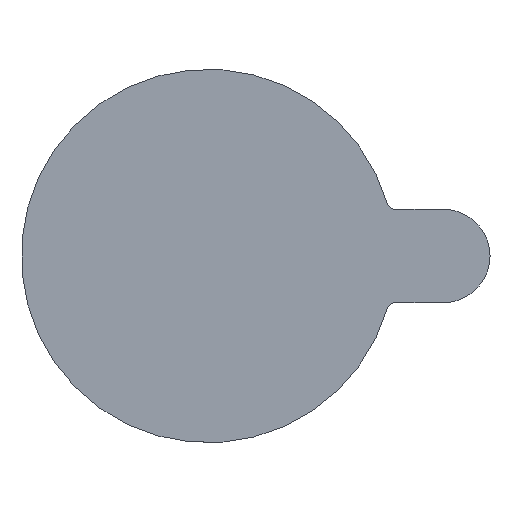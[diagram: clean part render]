
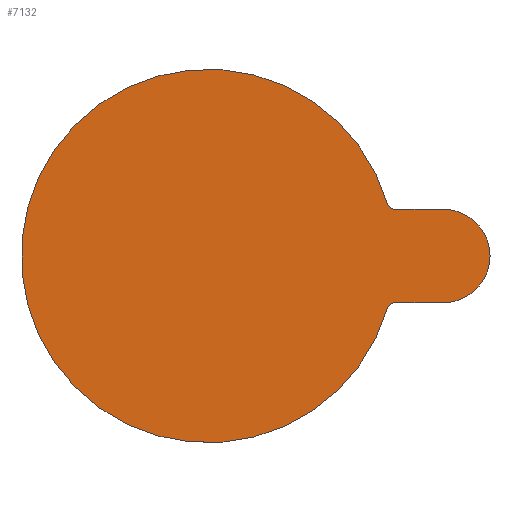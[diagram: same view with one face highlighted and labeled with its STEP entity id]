
A CAD part, top view. The second image highlights one B-rep face of the part: STEP entity #7132.
In plain terms, the highlighted planar face has unit normal (0, 0, 1).
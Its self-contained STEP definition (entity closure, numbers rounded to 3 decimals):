
#18 = EDGE_CURVE ( 'NONE', #558, #535, #15741, .T. ) ;
#136 = AXIS2_PLACEMENT_3D ( 'NONE', #15799, #10858, #5756 ) ;
#163 = VERTEX_POINT ( 'NONE', #11524 ) ;
#211 = CIRCLE ( 'NONE', #6665, 3. ) ;
#535 = VERTEX_POINT ( 'NONE', #14509 ) ;
#558 = VERTEX_POINT ( 'NONE', #10618 ) ;
#837 = CARTESIAN_POINT ( 'NONE',  ( 62.024, 56.036, 0.15 ) ) ;
#849 = CARTESIAN_POINT ( 'NONE',  ( 65.143, 53.036, 0.15 ) ) ;
#1759 = ORIENTED_EDGE ( 'NONE', *, *, #7837, .T. ) ;
#2040 = DIRECTION ( 'NONE',  ( 0., 0., 1. ) ) ;
#2051 = VERTEX_POINT ( 'NONE', #11856 ) ;
#2159 = CIRCLE ( 'NONE', #6984, 3. ) ;
#2296 = ORIENTED_EDGE ( 'NONE', *, *, #18, .F. ) ;
#2715 = CARTESIAN_POINT ( 'NONE',  ( 62.024, 56.036, 0.15 ) ) ;
#2873 = DIRECTION ( 'NONE',  ( -1., 0., 0. ) ) ;
#3059 = CIRCLE ( 'NONE', #14019, 0.5 ) ;
#3198 = DIRECTION ( 'NONE',  ( -1., 0., 0. ) ) ;
#3384 = CARTESIAN_POINT ( 'NONE',  ( 62.024, 49.536, 0.15 ) ) ;
#3860 = CARTESIAN_POINT ( 'NONE',  ( 61.544, 56.396, 0.15 ) ) ;
#3982 = EDGE_LOOP ( 'NONE', ( #8217, #2296, #4279, #1759, #11652, #13569, #7715 ) ) ;
#4082 = DIRECTION ( 'NONE',  ( -1., 0., 0. ) ) ;
#4279 = ORIENTED_EDGE ( 'NONE', *, *, #6518, .T. ) ;
#5523 = CIRCLE ( 'NONE', #136, 0.5 ) ;
#5756 = DIRECTION ( 'NONE',  ( -1., 0., 0. ) ) ;
#5798 = DIRECTION ( 'NONE',  ( 0., 0., -1. ) ) ;
#5920 = DIRECTION ( 'NONE',  ( 0., 0., 1. ) ) ;
#6518 = EDGE_CURVE ( 'NONE', #558, #163, #2159, .T. ) ;
#6665 = AXIS2_PLACEMENT_3D ( 'NONE', #11101, #2040, #7164 ) ;
#6807 = VECTOR ( 'NONE', #6991, 1000. ) ;
#6843 = VECTOR ( 'NONE', #4082, 1000. ) ;
#6984 = AXIS2_PLACEMENT_3D ( 'NONE', #849, #5920, #7671 ) ;
#6990 = CIRCLE ( 'NONE', #16019, 12. ) ;
#6991 = DIRECTION ( 'NONE',  ( 1., 0., 0. ) ) ;
#7067 = LINE ( 'NONE', #837, #6807 ) ;
#7132 = ADVANCED_FACE ( 'NONE', ( #13266 ), #15476, .F. ) ;
#7164 = DIRECTION ( 'NONE',  ( -1., 0., 0. ) ) ;
#7274 = DIRECTION ( 'NONE',  ( 0., 0., 1. ) ) ;
#7671 = DIRECTION ( 'NONE',  ( -1., 0., 0. ) ) ;
#7715 = ORIENTED_EDGE ( 'NONE', *, *, #11873, .F. ) ;
#7837 = EDGE_CURVE ( 'NONE', #163, #2051, #211, .T. ) ;
#7941 = CARTESIAN_POINT ( 'NONE',  ( 62.024, 49.536, 0.15 ) ) ;
#8217 = ORIENTED_EDGE ( 'NONE', *, *, #14017, .F. ) ;
#8589 = CARTESIAN_POINT ( 'NONE',  ( 50.024, 53.036, 0.15 ) ) ;
#10618 = CARTESIAN_POINT ( 'NONE',  ( 65.143, 50.036, 0.15 ) ) ;
#10858 = DIRECTION ( 'NONE',  ( 0., 0., 1. ) ) ;
#11101 = CARTESIAN_POINT ( 'NONE',  ( 65.143, 53.036, 0.15 ) ) ;
#11524 = CARTESIAN_POINT ( 'NONE',  ( 68.143, 53.036, 0.15 ) ) ;
#11652 = ORIENTED_EDGE ( 'NONE', *, *, #13222, .F. ) ;
#11856 = CARTESIAN_POINT ( 'NONE',  ( 65.143, 56.036, 0.15 ) ) ;
#11873 = EDGE_CURVE ( 'NONE', #13528, #16311, #6990, .T. ) ;
#12369 = DIRECTION ( 'NONE',  ( -1., 0., 0. ) ) ;
#12431 = VERTEX_POINT ( 'NONE', #2715 ) ;
#13019 = DIRECTION ( 'NONE',  ( 0., 0., -1. ) ) ;
#13222 = EDGE_CURVE ( 'NONE', #12431, #2051, #7067, .T. ) ;
#13266 = FACE_OUTER_BOUND ( 'NONE', #3982, .T. ) ;
#13528 = VERTEX_POINT ( 'NONE', #15803 ) ;
#13569 = ORIENTED_EDGE ( 'NONE', *, *, #15673, .F. ) ;
#14017 = EDGE_CURVE ( 'NONE', #535, #13528, #3059, .T. ) ;
#14019 = AXIS2_PLACEMENT_3D ( 'NONE', #3384, #7274, #12369 ) ;
#14142 = AXIS2_PLACEMENT_3D ( 'NONE', #7941, #13019, #2873 ) ;
#14509 = CARTESIAN_POINT ( 'NONE',  ( 62.024, 50.036, 0.15 ) ) ;
#15476 = PLANE ( 'NONE',  #14142 ) ;
#15501 = CARTESIAN_POINT ( 'NONE',  ( 65.143, 50.036, 0.15 ) ) ;
#15673 = EDGE_CURVE ( 'NONE', #16311, #12431, #5523, .T. ) ;
#15741 = LINE ( 'NONE', #15501, #6843 ) ;
#15799 = CARTESIAN_POINT ( 'NONE',  ( 62.024, 56.536, 0.15 ) ) ;
#15803 = CARTESIAN_POINT ( 'NONE',  ( 61.544, 49.676, 0.15 ) ) ;
#16019 = AXIS2_PLACEMENT_3D ( 'NONE', #8589, #5798, #3198 ) ;
#16311 = VERTEX_POINT ( 'NONE', #3860 ) ;
